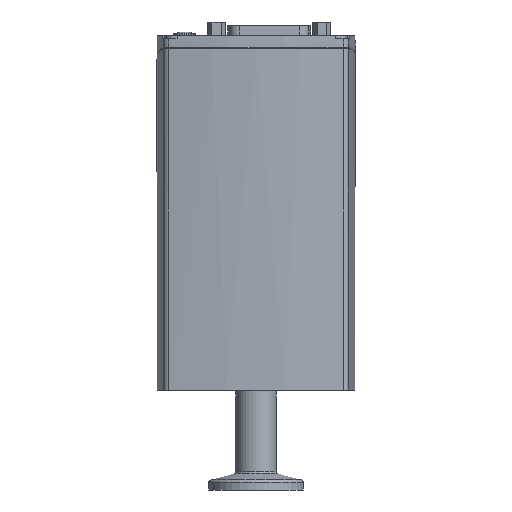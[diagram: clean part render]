
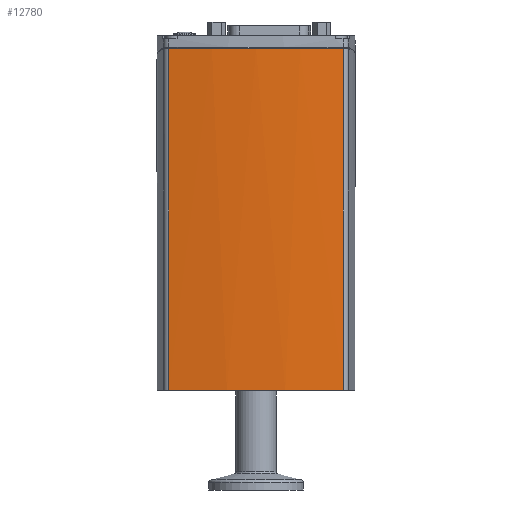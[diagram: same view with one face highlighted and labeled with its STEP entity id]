
A CAD part, left-side view. The second image highlights one B-rep face of the part: STEP entity #12780.
In plain terms, the highlighted cylindrical face has radius 170 mm (diameter 340 mm), a partial arc.
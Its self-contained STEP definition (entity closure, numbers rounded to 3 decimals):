
#240=B_SPLINE_CURVE_WITH_KNOTS('',3,(#23584,#23585,#23586,#23587,#23588,
#23589),.UNSPECIFIED.,.F.,.F.,(4,2,4),(3.561,5.341,
6.145),.UNSPECIFIED.);
#241=B_SPLINE_CURVE_WITH_KNOTS('',3,(#23591,#23592,#23593,#23594,#23595,
#23596),.UNSPECIFIED.,.F.,.F.,(4,2,4),(0.977,1.78,
3.561),.UNSPECIFIED.);
#1407=LINE('',#23689,#2422);
#1410=LINE('',#23696,#2425);
#2422=VECTOR('',#17375,10.);
#2425=VECTOR('',#17386,10.);
#2664=CYLINDRICAL_SURFACE('',#13991,170.);
#3321=FACE_OUTER_BOUND('',#4081,.T.);
#4081=EDGE_LOOP('',(#11074,#11075,#11076,#11077,#11078));
#4620=CIRCLE('',#13959,170.);
#5779=VERTEX_POINT('',#23537);
#5780=VERTEX_POINT('',#23538);
#5794=VERTEX_POINT('',#23582);
#5795=VERTEX_POINT('',#23583);
#5796=VERTEX_POINT('',#23590);
#7527=EDGE_CURVE('',#5779,#5780,#4620,.T.);
#7550=EDGE_CURVE('',#5794,#5795,#240,.T.);
#7551=EDGE_CURVE('',#5796,#5794,#241,.T.);
#7564=EDGE_CURVE('',#5779,#5796,#1407,.T.);
#7567=EDGE_CURVE('',#5780,#5795,#1410,.T.);
#11074=ORIENTED_EDGE('',*,*,#7550,.T.);
#11075=ORIENTED_EDGE('',*,*,#7567,.F.);
#11076=ORIENTED_EDGE('',*,*,#7527,.F.);
#11077=ORIENTED_EDGE('',*,*,#7564,.T.);
#11078=ORIENTED_EDGE('',*,*,#7551,.T.);
#12780=ADVANCED_FACE('',(#3321),#2664,.T.);
#13959=AXIS2_PLACEMENT_3D('',#23539,#17308,#17309);
#13991=AXIS2_PLACEMENT_3D('',#23697,#17387,#17388);
#17308=DIRECTION('center_axis',(0.,0.,
-1.));
#17309=DIRECTION('ref_axis',(1.,0.,0.));
#17375=DIRECTION('',(0.,0.,1.));
#17386=DIRECTION('',(0.,0.,1.));
#17387=DIRECTION('center_axis',(0.,0.,
1.));
#17388=DIRECTION('ref_axis',(-1.,0.,0.));
#23537=CARTESIAN_POINT('',(-29.245,-27.596,9.));
#23538=CARTESIAN_POINT('',(-29.245,27.596,9.));
#23539=CARTESIAN_POINT('Origin',(138.5,0.,
9.));
#23582=CARTESIAN_POINT('',(-31.5,0.,117.2));
#23583=CARTESIAN_POINT('',(-29.245,27.596,117.186));
#23584=CARTESIAN_POINT('Ctrl Pts',(-31.5,0.,
117.2));
#23585=CARTESIAN_POINT('Ctrl Pts',(-31.5,5.934,117.2));
#23586=CARTESIAN_POINT('Ctrl Pts',(-31.169,12.447,117.201));
#23587=CARTESIAN_POINT('Ctrl Pts',(-30.117,21.836,117.195));
#23588=CARTESIAN_POINT('Ctrl Pts',(-29.714,24.748,117.192));
#23589=CARTESIAN_POINT('Ctrl Pts',(-29.245,27.596,117.186));
#23590=CARTESIAN_POINT('',(-29.245,-27.596,117.186));
#23591=CARTESIAN_POINT('Ctrl Pts',(-29.245,-27.596,117.186));
#23592=CARTESIAN_POINT('Ctrl Pts',(-29.714,-24.748,117.192));
#23593=CARTESIAN_POINT('Ctrl Pts',(-30.117,-21.836,
117.195));
#23594=CARTESIAN_POINT('Ctrl Pts',(-31.169,-12.447,
117.201));
#23595=CARTESIAN_POINT('Ctrl Pts',(-31.5,-5.934,
117.2));
#23596=CARTESIAN_POINT('Ctrl Pts',(-31.5,0.,
117.2));
#23689=CARTESIAN_POINT('',(-29.245,-27.596,9.));
#23696=CARTESIAN_POINT('',(-29.245,27.596,9.));
#23697=CARTESIAN_POINT('Origin',(138.5,0.,
9.));
